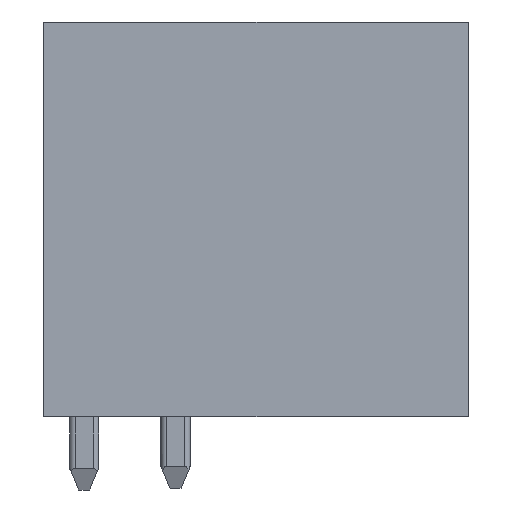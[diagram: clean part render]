
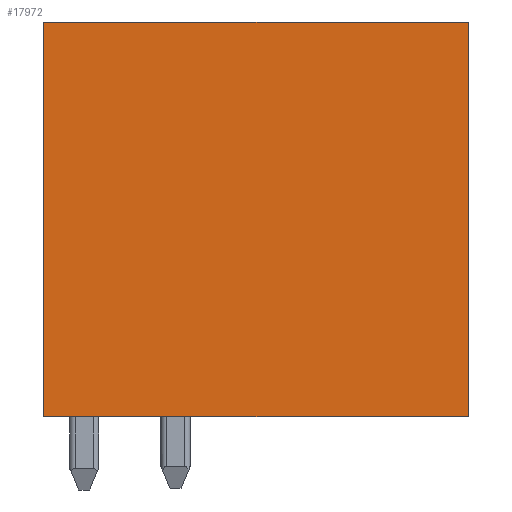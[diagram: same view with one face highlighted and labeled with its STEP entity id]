
A CAD part, left-side view. The second image highlights one B-rep face of the part: STEP entity #17972.
In plain terms, the highlighted planar face has unit normal (-1, 0, 0).
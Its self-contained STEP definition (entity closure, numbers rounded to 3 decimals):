
#2736=ORIENTED_EDGE('',*,*,#7150,.F.);
#2737=ORIENTED_EDGE('',*,*,#7147,.F.);
#2738=ORIENTED_EDGE('',*,*,#7151,.F.);
#2739=ORIENTED_EDGE('',*,*,#7152,.F.);
#7147=EDGE_CURVE('',#9380,#9381,#11222,.T.);
#7150=EDGE_CURVE('',#9381,#9382,#11225,.T.);
#7151=EDGE_CURVE('',#9383,#9380,#11226,.T.);
#7152=EDGE_CURVE('',#9382,#9383,#11227,.T.);
#9380=VERTEX_POINT('',#27342);
#9381=VERTEX_POINT('',#27343);
#9382=VERTEX_POINT('',#27348);
#9383=VERTEX_POINT('',#27350);
#11222=LINE('',#27341,#13468);
#11225=LINE('',#27347,#13471);
#11226=LINE('',#27349,#13472);
#11227=LINE('',#27351,#13473);
#13468=VECTOR('',#22125,1000.);
#13471=VECTOR('',#22130,1000.);
#13472=VECTOR('',#22131,1000.);
#13473=VECTOR('',#22132,1000.);
#15174=EDGE_LOOP('',(#2736,#2737,#2738,#2739));
#16212=FACE_BOUND('',#15174,.T.);
#17070=PLANE('',#19192);
#17972=ADVANCED_FACE('',(#16212),#17070,.F.);
#19192=AXIS2_PLACEMENT_3D('',#27346,#22128,#22129);
#22125=DIRECTION('',(0.,-1.,0.));
#22128=DIRECTION('',(1.,0.,0.));
#22129=DIRECTION('',(0.,0.,-1.));
#22130=DIRECTION('',(0.,0.,-1.));
#22131=DIRECTION('',(0.,0.,1.));
#22132=DIRECTION('',(0.,1.,0.));
#27341=CARTESIAN_POINT('',(-10.9,11.6,10.8));
#27342=CARTESIAN_POINT('',(-10.9,11.6,10.8));
#27343=CARTESIAN_POINT('',(-10.9,0.,10.8));
#27346=CARTESIAN_POINT('',(-10.9,0.,0.));
#27347=CARTESIAN_POINT('',(-10.9,0.,10.8));
#27348=CARTESIAN_POINT('',(-10.9,0.,0.));
#27349=CARTESIAN_POINT('',(-10.9,11.6,0.));
#27350=CARTESIAN_POINT('',(-10.9,11.6,0.));
#27351=CARTESIAN_POINT('',(-10.9,0.,0.));
